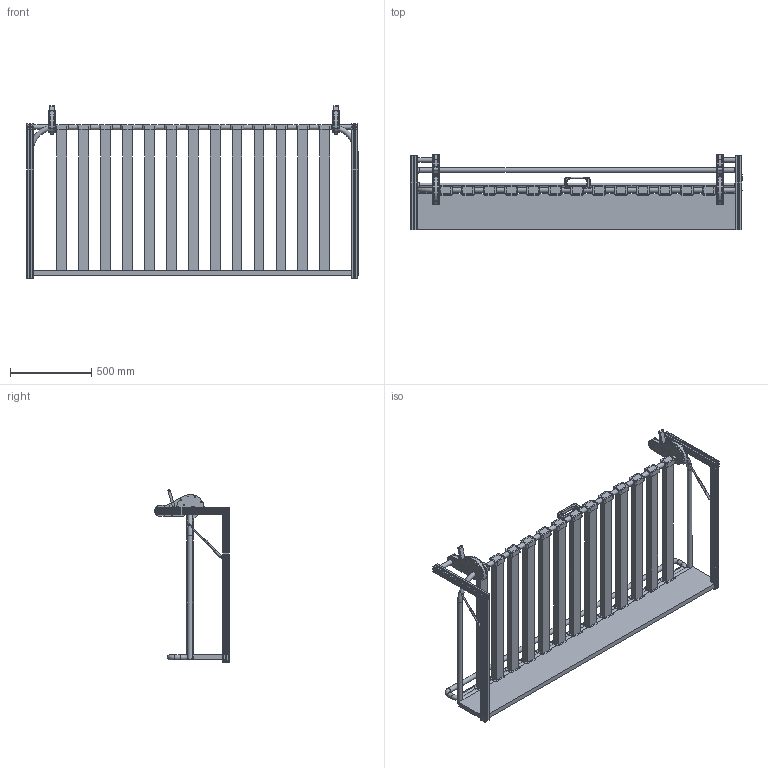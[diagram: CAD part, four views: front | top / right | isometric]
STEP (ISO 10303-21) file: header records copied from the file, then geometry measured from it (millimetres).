
FILE_DESCRIPTION(/* description */ (''),/* implementation_level */ '2;1');
FILE_NAME(/* name */ 'Full Assembly v2.step',/* time_stamp */ '2022-06-19T19:57:43+08:00',/* author */ (''),/* organization */ (''),/* preprocessor_version */ 'ST-DEVELOPER v19',/* originating_system */ 'Autodesk Translation Framework v11.7.0.108',/* authorisation */ '');
FILE_SCHEMA (('AUTOMOTIVE_DESIGN { 1 0 10303 214 3 1 1 }'));
Length unit declared in the file: millimetre
Products named in the file (12): Full Assembly; Bed; hydralic rod; hydralic rod_1; CT-GSS18-Y1-Y1-N_CT-GSS18100-Y1-Y1-N; CT-GSS18-Y1-Y1-M_CT-GSS18100-Y1-Y1-M; release mechanism; release mechanism_1; aluminum extrusion; main stucture; rotor; handle
Assembly tree (17 placements, depth 3):
  Full Assembly
    Bed
    hydralic rod
      CT-GSS18-Y1-Y1-N_CT-GSS18100-Y1-Y1-N
      CT-GSS18-Y1-Y1-M_CT-GSS18100-Y1-Y1-M
    hydralic rod_1
      CT-GSS18-Y1-Y1-N_CT-GSS18100-Y1-Y1-N
      CT-GSS18-Y1-Y1-M_CT-GSS18100-Y1-Y1-M
    release mechanism
      aluminum extrusion
      main stucture
      rotor
      handle
    release mechanism_1
      aluminum extrusion
      main stucture
      rotor
      handle
Bounding box: 2045 x 462.52 x 1064.11 mm (x, y, z)
Volume: 53833527.6 mm3; surface area: 6263150.4 mm2
Topology: 52 solids, 56 shells, 1818 faces, 4875 edges, 3142 vertices
Faces by surface type: plane 1017, cylinder 775, torus 22, cone 4
Full cylindrical faces by diameter (mm): 4.3 x4, 5 x8, 5.784 x100, 6.807 x6, 7 x2, 7.059 x10, 7.141 x2, 8 x8, 8.442 x10, 9 x4, 13 x2, 15 x4, 28.387 x12, 30 x18
Entity records: 47803 total; most frequent: CARTESIAN_POINT 9009, DIRECTION 8187, ORIENTED_EDGE 7942, EDGE_CURVE 3971, AXIS2_PLACEMENT_3D 2784, LINE 2619, VECTOR 2619, VERTEX_POINT 2546
